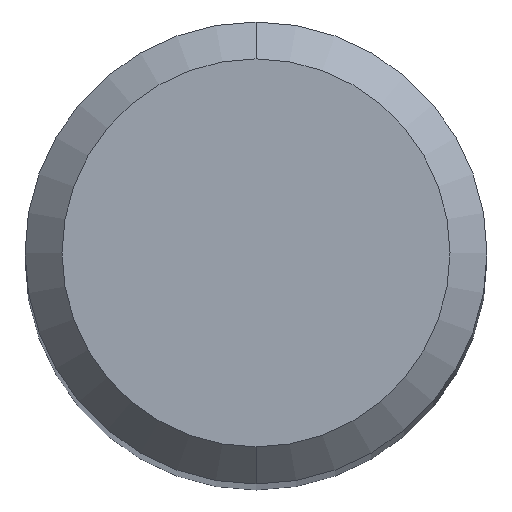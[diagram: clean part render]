
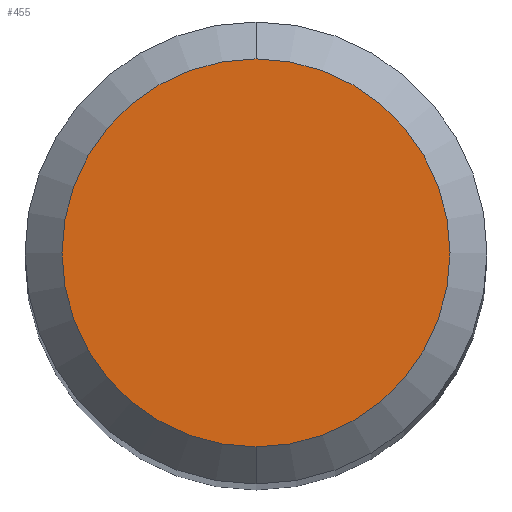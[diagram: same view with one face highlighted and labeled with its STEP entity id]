
A CAD part, top view. The second image highlights one B-rep face of the part: STEP entity #455.
In plain terms, the highlighted planar face has unit normal (0, 0, 1).
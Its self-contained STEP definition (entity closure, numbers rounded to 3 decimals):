
#349=EDGE_CURVE('',#395,#371,#672,.T.);
#371=VERTEX_POINT('',#699);
#395=VERTEX_POINT('',#725);
#425=EDGE_CURVE('',#371,#395,#759,.T.);
#455=ADVANCED_FACE('',(#791),#792,.T.);
#672=CIRCLE('',#1240,2.1);
#699=CARTESIAN_POINT('',(0.0,2.1,0.0));
#725=CARTESIAN_POINT('',(0.,-2.1,0.0));
#759=CIRCLE('',#1359,2.1);
#791=FACE_OUTER_BOUND('',#1403,.T.);
#792=PLANE('',#1404);
#1240=AXIS2_PLACEMENT_3D('',#1653,#1654,#1655);
#1359=AXIS2_PLACEMENT_3D('',#1768,#1769,#1770);
#1403=EDGE_LOOP('',(#1798,#1799));
#1404=AXIS2_PLACEMENT_3D('',#1800,#1801,#1802);
#1653=CARTESIAN_POINT('',(0.0,0.0,0.0));
#1654=DIRECTION('',(0.0,0.0,-1.0));
#1655=DIRECTION('',(0.0,1.0,0.0));
#1768=CARTESIAN_POINT('',(0.0,0.0,0.0));
#1769=DIRECTION('',(0.0,0.0,-1.0));
#1770=DIRECTION('',(0.0,1.0,0.0));
#1798=ORIENTED_EDGE('',*,*,#425,.F.);
#1799=ORIENTED_EDGE('',*,*,#349,.F.);
#1800=CARTESIAN_POINT('',(0.0,1.05,0.0));
#1801=DIRECTION('',(-0.0,0.0,1.0));
#1802=DIRECTION('',(0.0,-1.0,0.0));
